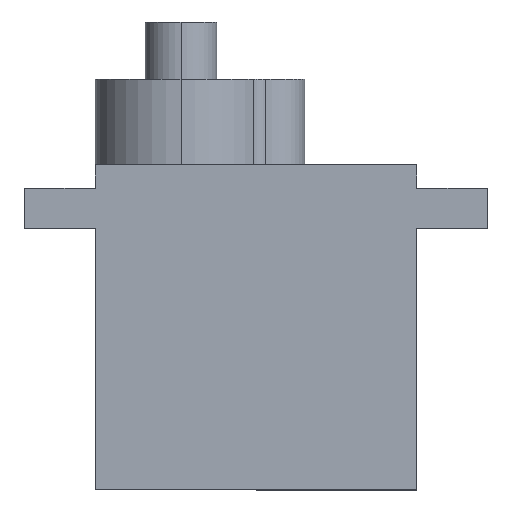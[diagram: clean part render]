
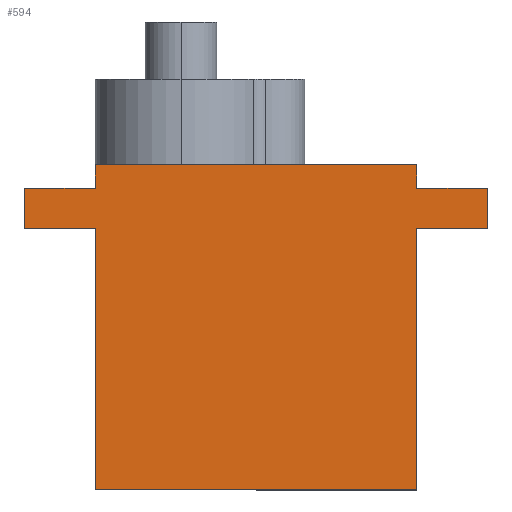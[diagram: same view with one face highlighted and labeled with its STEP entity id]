
A CAD part, top view. The second image highlights one B-rep face of the part: STEP entity #594.
In plain terms, the highlighted planar face has unit normal (0, 0, 1).
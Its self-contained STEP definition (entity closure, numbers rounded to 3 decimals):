
#7 = ORIENTED_EDGE ( 'NONE', *, *, #1759, .T. ) ;
#10 = VECTOR ( 'NONE', #1831, 1000. ) ;
#33 = CARTESIAN_POINT ( 'NONE',  ( 25.221, 25.585, 12. ) ) ;
#34 = LINE ( 'NONE', #57, #592 ) ;
#57 = CARTESIAN_POINT ( 'NONE',  ( 2.721, 2.835, 12. ) ) ;
#63 = DIRECTION ( 'NONE',  ( -1., 0., 0. ) ) ;
#73 = LINE ( 'NONE', #184, #1311 ) ;
#92 = ORIENTED_EDGE ( 'NONE', *, *, #145, .T. ) ;
#107 = VERTEX_POINT ( 'NONE', #1656 ) ;
#109 = VERTEX_POINT ( 'NONE', #1815 ) ;
#133 = LINE ( 'NONE', #1326, #525 ) ;
#135 = ORIENTED_EDGE ( 'NONE', *, *, #520, .T. ) ;
#145 = EDGE_CURVE ( 'NONE', #343, #1488, #1667, .T. ) ;
#172 = LINE ( 'NONE', #731, #567 ) ;
#184 = CARTESIAN_POINT ( 'NONE',  ( 2.721, 25.585, 12. ) ) ;
#188 = EDGE_CURVE ( 'NONE', #277, #252, #514, .T. ) ;
#217 = ORIENTED_EDGE ( 'NONE', *, *, #1524, .T. ) ;
#252 = VERTEX_POINT ( 'NONE', #977 ) ;
#277 = VERTEX_POINT ( 'NONE', #565 ) ;
#283 = AXIS2_PLACEMENT_3D ( 'NONE', #1608, #574, #556 ) ;
#293 = DIRECTION ( 'NONE',  ( 0., 1., 0. ) ) ;
#343 = VERTEX_POINT ( 'NONE', #1138 ) ;
#379 = VERTEX_POINT ( 'NONE', #1875 ) ;
#397 = LINE ( 'NONE', #1098, #10 ) ;
#403 = LINE ( 'NONE', #987, #451 ) ;
#406 = LINE ( 'NONE', #1684, #580 ) ;
#451 = VECTOR ( 'NONE', #293, 1000. ) ;
#458 = EDGE_CURVE ( 'NONE', #1650, #379, #1093, .T. ) ;
#461 = DIRECTION ( 'NONE',  ( -1., 0., 0. ) ) ;
#514 = LINE ( 'NONE', #804, #1789 ) ;
#520 = EDGE_CURVE ( 'NONE', #981, #1650, #73, .T. ) ;
#525 = VECTOR ( 'NONE', #864, 1000. ) ;
#556 = DIRECTION ( 'NONE',  ( 0., -1., 0. ) ) ;
#565 = CARTESIAN_POINT ( 'NONE',  ( -2.229, 21.135, 12. ) ) ;
#567 = VECTOR ( 'NONE', #461, 1000. ) ;
#574 = DIRECTION ( 'NONE',  ( 0., 0., -1. ) ) ;
#577 = ORIENTED_EDGE ( 'NONE', *, *, #1449, .T. ) ;
#580 = VECTOR ( 'NONE', #1107, 1000. ) ;
#582 = VECTOR ( 'NONE', #1463, 1000. ) ;
#592 = VECTOR ( 'NONE', #1230, 1000. ) ;
#594 = ADVANCED_FACE ( 'NONE', ( #1859 ), #1139, .F. ) ;
#606 = ORIENTED_EDGE ( 'NONE', *, *, #1555, .T. ) ;
#631 = EDGE_CURVE ( 'NONE', #379, #1192, #1752, .T. ) ;
#635 = DIRECTION ( 'NONE',  ( 0., 1., 0. ) ) ;
#651 = ORIENTED_EDGE ( 'NONE', *, *, #458, .T. ) ;
#708 = VECTOR ( 'NONE', #1823, 1000. ) ;
#731 = CARTESIAN_POINT ( 'NONE',  ( 25.221, 23.935, 12. ) ) ;
#766 = LINE ( 'NONE', #938, #1105 ) ;
#779 = DIRECTION ( 'NONE',  ( 0., 1., 0. ) ) ;
#788 = CARTESIAN_POINT ( 'NONE',  ( 30.171, 23.935, 12. ) ) ;
#803 = VERTEX_POINT ( 'NONE', #1292 ) ;
#804 = CARTESIAN_POINT ( 'NONE',  ( -2.229, 21.135, 12. ) ) ;
#849 = CARTESIAN_POINT ( 'NONE',  ( 2.721, 23.935, 12. ) ) ;
#864 = DIRECTION ( 'NONE',  ( -1., 0., 0. ) ) ;
#906 = LINE ( 'NONE', #1783, #1245 ) ;
#929 = EDGE_CURVE ( 'NONE', #1822, #107, #172, .T. ) ;
#938 = CARTESIAN_POINT ( 'NONE',  ( 30.171, 21.135, 12. ) ) ;
#939 = ORIENTED_EDGE ( 'NONE', *, *, #188, .T. ) ;
#977 = CARTESIAN_POINT ( 'NONE',  ( 2.721, 21.135, 12. ) ) ;
#981 = VERTEX_POINT ( 'NONE', #33 ) ;
#987 = CARTESIAN_POINT ( 'NONE',  ( 25.221, 23.935, 12. ) ) ;
#1024 = ORIENTED_EDGE ( 'NONE', *, *, #631, .T. ) ;
#1068 = CARTESIAN_POINT ( 'NONE',  ( 2.721, 2.835, 12. ) ) ;
#1093 = LINE ( 'NONE', #1816, #1542 ) ;
#1098 = CARTESIAN_POINT ( 'NONE',  ( 2.721, 2.835, 12. ) ) ;
#1105 = VECTOR ( 'NONE', #635, 1000. ) ;
#1107 = DIRECTION ( 'NONE',  ( 0., -1., 0. ) ) ;
#1138 = CARTESIAN_POINT ( 'NONE',  ( 25.221, 21.135, 12. ) ) ;
#1139 = PLANE ( 'NONE',  #283 ) ;
#1145 = CARTESIAN_POINT ( 'NONE',  ( 8.721, 25.585, 12. ) ) ;
#1190 = CARTESIAN_POINT ( 'NONE',  ( 30.171, 21.135, 12. ) ) ;
#1192 = VERTEX_POINT ( 'NONE', #1601 ) ;
#1224 = EDGE_CURVE ( 'NONE', #107, #981, #403, .T. ) ;
#1230 = DIRECTION ( 'NONE',  ( 1., 0., 0. ) ) ;
#1245 = VECTOR ( 'NONE', #779, 1000. ) ;
#1267 = DIRECTION ( 'NONE',  ( 1., 0., 0. ) ) ;
#1276 = EDGE_CURVE ( 'NONE', #803, #343, #906, .T. ) ;
#1292 = CARTESIAN_POINT ( 'NONE',  ( 25.221, 2.835, 12. ) ) ;
#1311 = VECTOR ( 'NONE', #1540, 1000. ) ;
#1326 = CARTESIAN_POINT ( 'NONE',  ( -2.229, 23.935, 12. ) ) ;
#1402 = ORIENTED_EDGE ( 'NONE', *, *, #1224, .T. ) ;
#1449 = EDGE_CURVE ( 'NONE', #1488, #1822, #766, .T. ) ;
#1463 = DIRECTION ( 'NONE',  ( 0., -1., 0. ) ) ;
#1467 = VERTEX_POINT ( 'NONE', #1068 ) ;
#1488 = VERTEX_POINT ( 'NONE', #1190 ) ;
#1498 = ORIENTED_EDGE ( 'NONE', *, *, #929, .T. ) ;
#1524 = EDGE_CURVE ( 'NONE', #109, #277, #406, .T. ) ;
#1540 = DIRECTION ( 'NONE',  ( -1., 0., 0. ) ) ;
#1542 = VECTOR ( 'NONE', #63, 1000. ) ;
#1555 = EDGE_CURVE ( 'NONE', #252, #1467, #397, .T. ) ;
#1583 = EDGE_LOOP ( 'NONE', ( #606, #7, #1746, #92, #577, #1498, #1402, #135, #651, #1024, #1707, #217, #939 ) ) ;
#1601 = CARTESIAN_POINT ( 'NONE',  ( 2.721, 23.935, 12. ) ) ;
#1608 = CARTESIAN_POINT ( 'NONE',  ( 0., 0., 12. ) ) ;
#1650 = VERTEX_POINT ( 'NONE', #1145 ) ;
#1656 = CARTESIAN_POINT ( 'NONE',  ( 25.221, 23.935, 12. ) ) ;
#1667 = LINE ( 'NONE', #1695, #708 ) ;
#1684 = CARTESIAN_POINT ( 'NONE',  ( -2.229, 21.135, 12. ) ) ;
#1695 = CARTESIAN_POINT ( 'NONE',  ( 25.221, 21.135, 12. ) ) ;
#1707 = ORIENTED_EDGE ( 'NONE', *, *, #1729, .T. ) ;
#1729 = EDGE_CURVE ( 'NONE', #1192, #109, #133, .T. ) ;
#1746 = ORIENTED_EDGE ( 'NONE', *, *, #1276, .T. ) ;
#1752 = LINE ( 'NONE', #849, #582 ) ;
#1759 = EDGE_CURVE ( 'NONE', #1467, #803, #34, .T. ) ;
#1783 = CARTESIAN_POINT ( 'NONE',  ( 25.221, 2.835, 12. ) ) ;
#1789 = VECTOR ( 'NONE', #1267, 1000. ) ;
#1815 = CARTESIAN_POINT ( 'NONE',  ( -2.229, 23.935, 12. ) ) ;
#1816 = CARTESIAN_POINT ( 'NONE',  ( 2.721, 25.585, 12. ) ) ;
#1822 = VERTEX_POINT ( 'NONE', #788 ) ;
#1823 = DIRECTION ( 'NONE',  ( 1., 0., 0. ) ) ;
#1831 = DIRECTION ( 'NONE',  ( 0., -1., 0. ) ) ;
#1859 = FACE_OUTER_BOUND ( 'NONE', #1583, .T. ) ;
#1875 = CARTESIAN_POINT ( 'NONE',  ( 2.721, 25.585, 12. ) ) ;
